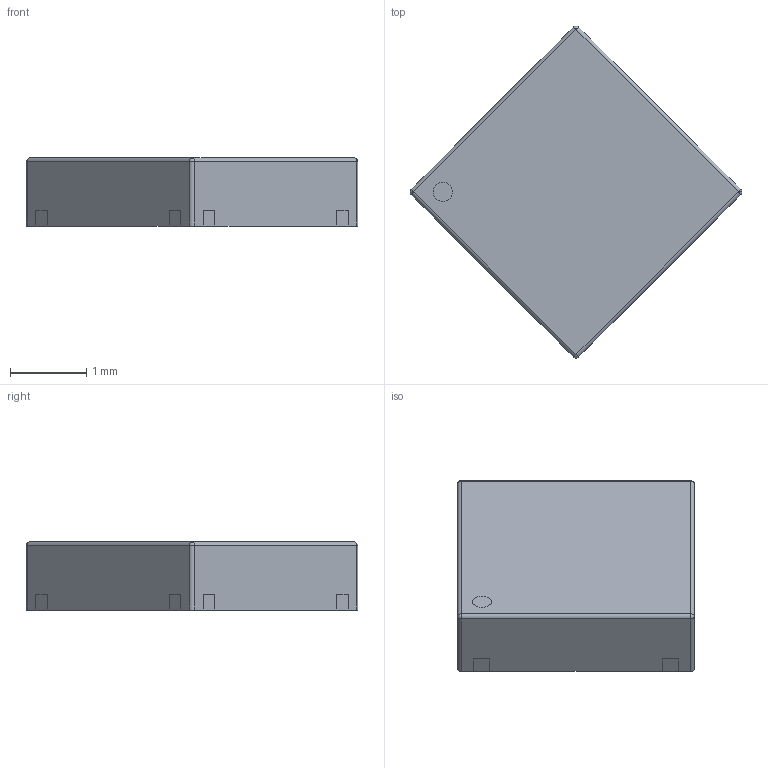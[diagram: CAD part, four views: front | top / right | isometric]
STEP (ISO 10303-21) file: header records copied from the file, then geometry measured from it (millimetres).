
FILE_DESCRIPTION((''),'2;1');
FILE_NAME('MINI-CIRCUITS_FG873.stp','2010-02-17T14:58:05',(''),(''),'Mechanical Desktop 2010','Mechanical Desktop 2010',', , ');
FILE_SCHEMA(('AUTOMOTIVE_DESIGN { 1 2 10303 214 1 1 1 1 }'));
Length unit declared in the file: millimetre
Products named in the file (1): Product
Bounding box: 4.34 x 4.34 x 0.89 mm (x, y, z)
Volume: 8.5 mm3; surface area: 41.8 mm2
Topology: 5 solids, 5 shells, 112 faces, 295 edges, 189 vertices
Faces by surface type: plane 95, cylinder 12, sphere 5
Entity records: 3411 total; most frequent: CARTESIAN_POINT 592, ORIENTED_EDGE 580, DIRECTION 542, EDGE_CURVE 290, VECTOR 264, LINE 264, VERTEX_POINT 189, AXIS2_PLACEMENT_3D 139
